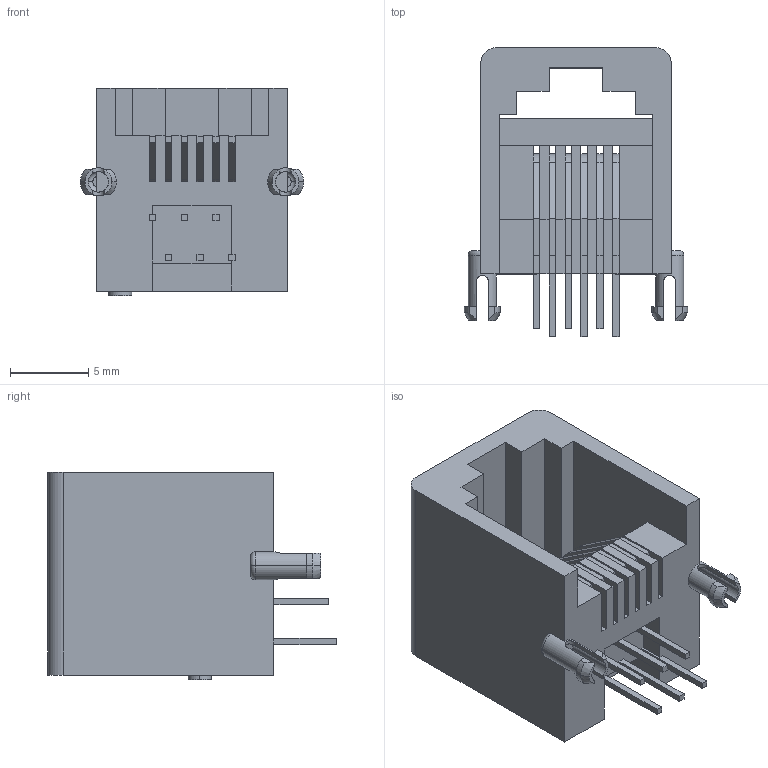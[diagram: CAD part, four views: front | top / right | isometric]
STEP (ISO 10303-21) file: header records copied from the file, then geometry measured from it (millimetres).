
FILE_DESCRIPTION(('STEP AP242'),'1');
FILE_NAME('52018-6646.stp','2021-02-01T07:53:01',('TraceParts'),('TraceParts S.A.'),'Spatial InterOp 3D',' ',' ');
FILE_SCHEMA(('AP242_MANAGED_MODEL_BASED_3D_ENGINEERING_MIM_LF {1 0 10303 442 1 1 4}'));
Length unit declared in the file: millimetre
Products named in the file (1): 52018-6646_1
Bounding box: 14.3 x 18.5 x 13.3 mm (x, y, z)
Volume: 1134.6 mm3; surface area: 1922.2 mm2
Topology: 1 solids, 1 shells, 278 faces, 861 edges, 586 vertices
Faces by surface type: plane 214, cylinder 48, torus 8, cone 8
Entity records: 9819 total; most frequent: CARTESIAN_POINT 2015, ORIENTED_EDGE 1684, DIRECTION 1529, EDGE_CURVE 842, LINE 689, VECTOR 689, VERTEX_POINT 548, AXIS2_PLACEMENT_3D 420
